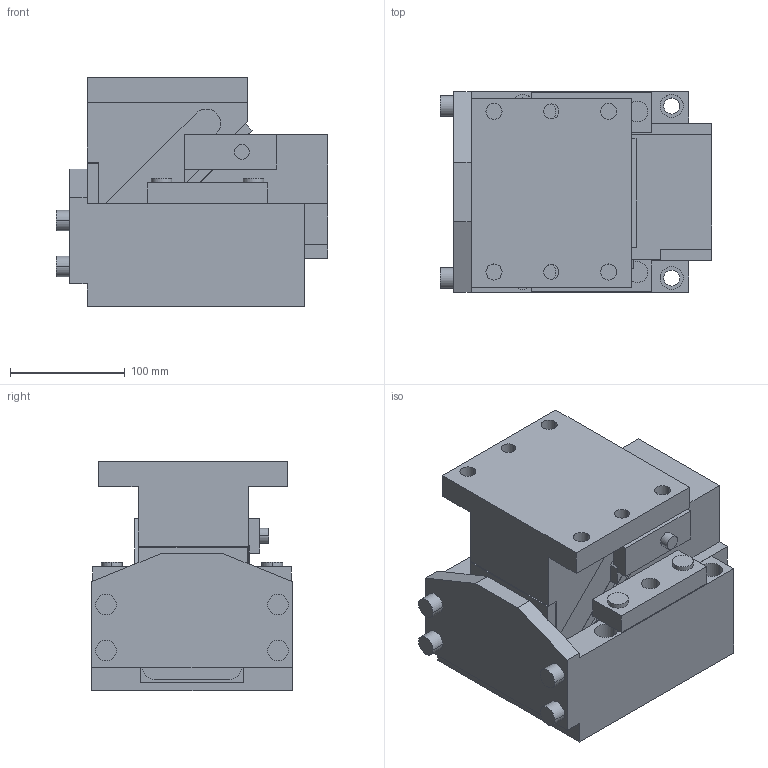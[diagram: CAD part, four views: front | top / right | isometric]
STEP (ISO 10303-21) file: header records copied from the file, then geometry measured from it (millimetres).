
FILE_DESCRIPTION(('CATIA V5 STEP Exchange'),'2;1');
FILE_NAME('CDCA_100_00_60.stp','2018-09-12T10:46:06+00:00',('none'),('none'),'CATIA Version 5 Release 20 GA (IN-10)','CATIA V5 STEP AP203','none');
FILE_SCHEMA(('CONFIG_CONTROL_DESIGN'));
Length unit declared in the file: millimetre
Products named in the file (1): CDCA_100_00_60
Bounding box: 237 x 175 x 200 mm (x, y, z)
Volume: 4993812.8 mm3; surface area: 441086.1 mm2
Topology: 3 solids, 3 shells, 180 faces, 482 edges, 322 vertices
Faces by surface type: plane 119, cylinder 61
Entity records: 5267 total; most frequent: ORIENTED_EDGE 964, CARTESIAN_POINT 920, DIRECTION 712, EDGE_CURVE 482, VECTOR 356, LINE 356, VERTEX_POINT 322, AXIS2_PLACEMENT_3D 242
